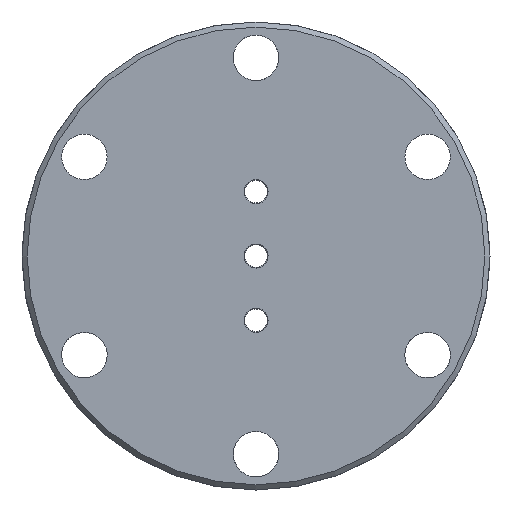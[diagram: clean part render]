
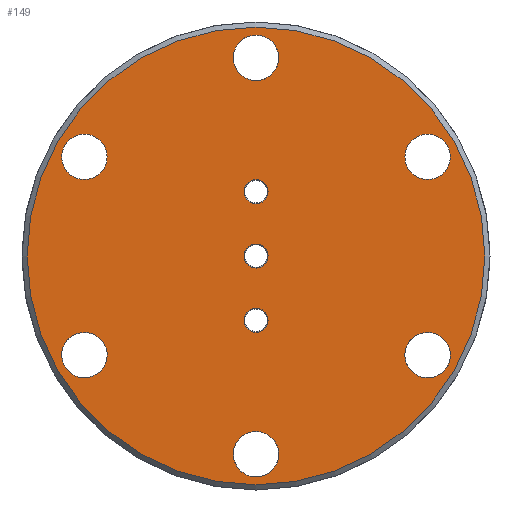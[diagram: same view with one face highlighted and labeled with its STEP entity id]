
A CAD part, front view. The second image highlights one B-rep face of the part: STEP entity #149.
In plain terms, the highlighted planar face has unit normal (0, -1, 0).
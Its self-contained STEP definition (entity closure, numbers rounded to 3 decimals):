
#79=B_SPLINE_CURVE_WITH_KNOTS('',3,(#1305,#1306,#1307,#1308,#1309,#1310,
#1311,#1312,#1313,#1314,#1315),.UNSPECIFIED.,.T.,.F.,(1,1,2,1,1,1,1,1,1,
1,2,1,1),(-0.25,-0.125,0.,0.125,0.25,0.375,0.5,0.625,0.75,0.875,1.,1.125,
1.25),.UNSPECIFIED.);
#80=B_SPLINE_CURVE_WITH_KNOTS('',3,(#1321,#1322,#1323,#1324,#1325,#1326,
#1327,#1328,#1329,#1330,#1331),.UNSPECIFIED.,.T.,.F.,(1,1,2,1,1,1,1,1,1,
1,2,1,1),(-0.25,-0.125,0.,0.125,0.25,0.375,0.5,0.625,0.75,0.875,1.,1.125,
1.25),.UNSPECIFIED.);
#81=B_SPLINE_CURVE_WITH_KNOTS('',3,(#1333,#1334,#1335,#1336,#1337,#1338,
#1339,#1340,#1341,#1342,#1343),.UNSPECIFIED.,.T.,.F.,(1,1,2,1,1,1,1,1,1,
1,2,1,1),(-0.25,-0.125,0.,0.125,0.25,0.375,0.5,0.625,0.75,0.875,1.,1.125,
1.25),.UNSPECIFIED.);
#82=B_SPLINE_CURVE_WITH_KNOTS('',3,(#1345,#1346,#1347,#1348,#1349,#1350,
#1351,#1352,#1353,#1354,#1355),.UNSPECIFIED.,.T.,.F.,(1,1,2,1,1,1,1,1,1,
1,2,1,1),(-0.25,-0.125,0.,0.125,0.25,0.375,0.5,0.625,0.75,0.875,1.,1.125,
1.25),.UNSPECIFIED.);
#117=PLANE('',#875);
#149=ADVANCED_FACE('',(#250,#251,#252,#253,#254,#255,#256,#257,#258,#259),
#117,.F.);
#250=FACE_BOUND('',#363,.T.);
#251=FACE_BOUND('',#364,.T.);
#252=FACE_BOUND('',#365,.T.);
#253=FACE_BOUND('',#366,.T.);
#254=FACE_BOUND('',#367,.T.);
#255=FACE_BOUND('',#368,.T.);
#256=FACE_BOUND('',#369,.T.);
#257=FACE_BOUND('',#370,.T.);
#258=FACE_BOUND('',#371,.T.);
#259=FACE_BOUND('',#372,.T.);
#363=EDGE_LOOP('',(#489));
#364=EDGE_LOOP('',(#490));
#365=EDGE_LOOP('',(#491));
#366=EDGE_LOOP('',(#492));
#367=EDGE_LOOP('',(#493));
#368=EDGE_LOOP('',(#494));
#369=EDGE_LOOP('',(#495));
#370=EDGE_LOOP('',(#496));
#371=EDGE_LOOP('',(#497));
#372=EDGE_LOOP('',(#498));
#489=ORIENTED_EDGE('',*,*,#712,.T.);
#490=ORIENTED_EDGE('',*,*,#713,.T.);
#491=ORIENTED_EDGE('',*,*,#714,.T.);
#492=ORIENTED_EDGE('',*,*,#715,.F.);
#493=ORIENTED_EDGE('',*,*,#716,.F.);
#494=ORIENTED_EDGE('',*,*,#717,.F.);
#495=ORIENTED_EDGE('',*,*,#718,.T.);
#496=ORIENTED_EDGE('',*,*,#719,.F.);
#497=ORIENTED_EDGE('',*,*,#720,.F.);
#498=ORIENTED_EDGE('',*,*,#721,.F.);
#637=VERTEX_POINT('',#1298);
#638=VERTEX_POINT('',#1300);
#639=VERTEX_POINT('',#1302);
#640=VERTEX_POINT('',#1304);
#641=VERTEX_POINT('',#1316);
#642=VERTEX_POINT('',#1318);
#643=VERTEX_POINT('',#1320);
#644=VERTEX_POINT('',#1332);
#645=VERTEX_POINT('',#1344);
#646=VERTEX_POINT('',#1356);
#712=EDGE_CURVE('',#637,#637,#789,.T.);
#713=EDGE_CURVE('',#638,#638,#790,.T.);
#714=EDGE_CURVE('',#639,#639,#791,.T.);
#715=EDGE_CURVE('',#640,#640,#792,.T.);
#716=EDGE_CURVE('',#641,#641,#79,.T.);
#717=EDGE_CURVE('',#642,#642,#793,.T.);
#718=EDGE_CURVE('',#643,#643,#794,.T.);
#719=EDGE_CURVE('',#644,#644,#80,.T.);
#720=EDGE_CURVE('',#645,#645,#81,.T.);
#721=EDGE_CURVE('',#646,#646,#82,.T.);
#789=CIRCLE('',#869,1.778);
#790=CIRCLE('',#870,1.778);
#791=CIRCLE('',#871,1.778);
#792=CIRCLE('',#872,3.366);
#793=CIRCLE('',#873,3.366);
#794=CIRCLE('',#874,33.909);
#869=AXIS2_PLACEMENT_3D('',#1297,#1032,#1033);
#870=AXIS2_PLACEMENT_3D('',#1299,#1034,#1035);
#871=AXIS2_PLACEMENT_3D('',#1301,#1036,#1037);
#872=AXIS2_PLACEMENT_3D('',#1303,#1038,#1039);
#873=AXIS2_PLACEMENT_3D('',#1317,#1040,#1041);
#874=AXIS2_PLACEMENT_3D('',#1319,#1042,#1043);
#875=AXIS2_PLACEMENT_3D('',#1357,#1044,#1045);
#1032=DIRECTION('',(0.,1.,0.));
#1033=DIRECTION('',(0.,0.,1.));
#1034=DIRECTION('',(0.,1.,0.));
#1035=DIRECTION('',(0.,0.,1.));
#1036=DIRECTION('',(0.,1.,0.));
#1037=DIRECTION('',(0.,0.,1.));
#1038=DIRECTION('',(0.,-1.,0.));
#1039=DIRECTION('',(1.,0.,0.));
#1040=DIRECTION('',(0.,-1.,0.));
#1041=DIRECTION('',(0.,0.,-1.));
#1042=DIRECTION('',(0.,-1.,0.));
#1043=DIRECTION('',(0.,0.,-1.));
#1044=DIRECTION('',(0.,1.,0.));
#1045=DIRECTION('',(0.,0.,1.));
#1297=CARTESIAN_POINT('',(0.,0.,9.525));
#1298=CARTESIAN_POINT('',(0.,0.,11.303));
#1299=CARTESIAN_POINT('',(0.,0.,0.));
#1300=CARTESIAN_POINT('',(0.,0.,1.778));
#1301=CARTESIAN_POINT('',(0.,0.,-9.525));
#1302=CARTESIAN_POINT('',(0.,0.,-7.747));
#1303=CARTESIAN_POINT('',(-25.429,0.,14.681));
#1304=CARTESIAN_POINT('',(-22.063,0.,14.681));
#1305=CARTESIAN_POINT('',(0.882,0.,32.731));
#1306=CARTESIAN_POINT('',(-0.882,0.,32.731));
#1307=CARTESIAN_POINT('',(-2.639,0.,32.001));
#1308=CARTESIAN_POINT('',(-3.734,0.,29.362));
#1309=CARTESIAN_POINT('',(-2.639,0.,26.724));
#1310=CARTESIAN_POINT('',(0.,0.,25.629));
#1311=CARTESIAN_POINT('',(2.639,0.,26.724));
#1312=CARTESIAN_POINT('',(3.734,0.,29.362));
#1313=CARTESIAN_POINT('',(2.639,0.,32.001));
#1314=CARTESIAN_POINT('',(0.882,0.,32.731));
#1315=CARTESIAN_POINT('',(-0.882,0.,32.731));
#1316=CARTESIAN_POINT('',(0.,0.,32.731));
#1317=CARTESIAN_POINT('',(25.429,0.,14.681));
#1318=CARTESIAN_POINT('',(25.429,0.,11.316));
#1319=CARTESIAN_POINT('',(0.,0.,0.));
#1320=CARTESIAN_POINT('',(0.,0.,-33.909));
#1321=CARTESIAN_POINT('',(26.311,0.,-11.312));
#1322=CARTESIAN_POINT('',(24.546,0.,-11.313));
#1323=CARTESIAN_POINT('',(22.79,0.,-12.043));
#1324=CARTESIAN_POINT('',(21.695,0.,-14.681));
#1325=CARTESIAN_POINT('',(22.79,0.,-17.32));
#1326=CARTESIAN_POINT('',(25.429,0.,-18.415));
#1327=CARTESIAN_POINT('',(28.067,0.,-17.32));
#1328=CARTESIAN_POINT('',(29.162,0.,-14.681));
#1329=CARTESIAN_POINT('',(28.067,0.,-12.043));
#1330=CARTESIAN_POINT('',(26.311,0.,-11.312));
#1331=CARTESIAN_POINT('',(24.546,0.,-11.313));
#1332=CARTESIAN_POINT('',(25.429,0.,-11.312));
#1333=CARTESIAN_POINT('',(0.882,0.,-25.994));
#1334=CARTESIAN_POINT('',(-0.882,0.,-25.994));
#1335=CARTESIAN_POINT('',(-2.639,0.,-26.724));
#1336=CARTESIAN_POINT('',(-3.734,0.,-29.362));
#1337=CARTESIAN_POINT('',(-2.639,0.,-32.001));
#1338=CARTESIAN_POINT('',(0.,0.,-33.096));
#1339=CARTESIAN_POINT('',(2.639,0.,-32.001));
#1340=CARTESIAN_POINT('',(3.734,0.,-29.362));
#1341=CARTESIAN_POINT('',(2.639,0.,-26.724));
#1342=CARTESIAN_POINT('',(0.882,0.,-25.994));
#1343=CARTESIAN_POINT('',(-0.882,0.,-25.994));
#1344=CARTESIAN_POINT('',(0.,0.,-25.994));
#1345=CARTESIAN_POINT('',(-24.546,0.,-11.312));
#1346=CARTESIAN_POINT('',(-26.311,0.,-11.313));
#1347=CARTESIAN_POINT('',(-28.067,0.,-12.043));
#1348=CARTESIAN_POINT('',(-29.162,0.,-14.681));
#1349=CARTESIAN_POINT('',(-28.067,0.,-17.32));
#1350=CARTESIAN_POINT('',(-25.429,0.,-18.415));
#1351=CARTESIAN_POINT('',(-22.79,0.,-17.32));
#1352=CARTESIAN_POINT('',(-21.695,0.,-14.681));
#1353=CARTESIAN_POINT('',(-22.79,0.,-12.043));
#1354=CARTESIAN_POINT('',(-24.546,0.,-11.312));
#1355=CARTESIAN_POINT('',(-26.311,0.,-11.313));
#1356=CARTESIAN_POINT('',(-25.429,0.,-11.312));
#1357=CARTESIAN_POINT('',(33.909,0.,0.));
